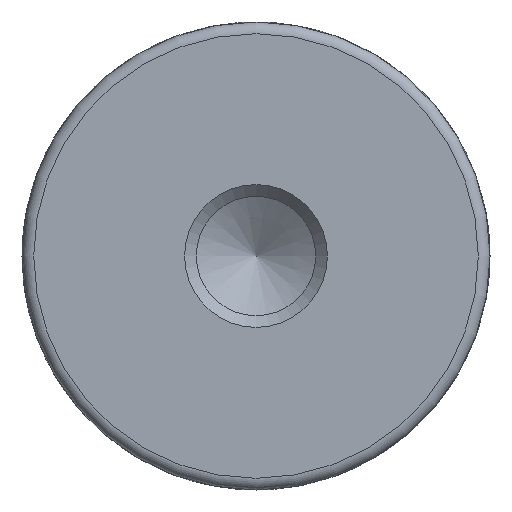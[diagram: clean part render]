
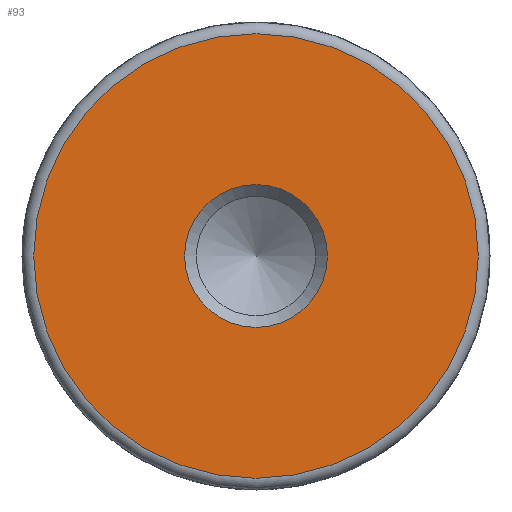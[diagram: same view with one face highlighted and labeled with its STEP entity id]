
A CAD part, left-side view. The second image highlights one B-rep face of the part: STEP entity #93.
In plain terms, the highlighted planar face has unit normal (-1, 0, 0).
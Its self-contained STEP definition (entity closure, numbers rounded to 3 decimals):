
#93 = ADVANCED_FACE( '', ( #167, #168 ), #169, .F. );
#167 = FACE_BOUND( '', #296, .T. );
#168 = FACE_OUTER_BOUND( '', #297, .T. );
#169 = PLANE( '', #298 );
#296 = EDGE_LOOP( '', ( #459 ) );
#297 = EDGE_LOOP( '', ( #460 ) );
#298 = AXIS2_PLACEMENT_3D( '', #461, #462, #463 );
#459 = ORIENTED_EDGE( '', *, *, #602, .T. );
#460 = ORIENTED_EDGE( '', *, *, #605, .T. );
#461 = CARTESIAN_POINT( '', ( -40., 0., 0. ) );
#462 = DIRECTION( '', ( 1., 0., 0. ) );
#463 = DIRECTION( '', ( 0., 1., 0. ) );
#602 = EDGE_CURVE( '', #698, #698, #699, .T. );
#605 = EDGE_CURVE( '', #702, #702, #703, .F. );
#698 = VERTEX_POINT( '', #929 );
#699 = CIRCLE( '', #930, 6.1 );
#702 = VERTEX_POINT( '', #935 );
#703 = CIRCLE( '', #936, 19. );
#929 = CARTESIAN_POINT( '', ( -40., 6.1, 0. ) );
#930 = AXIS2_PLACEMENT_3D( '', #1037, #1038, #1039 );
#935 = CARTESIAN_POINT( '', ( -40., 19., 0. ) );
#936 = AXIS2_PLACEMENT_3D( '', #1042, #1043, #1044 );
#1037 = CARTESIAN_POINT( '', ( -40., 0., 0. ) );
#1038 = DIRECTION( '', ( 1., 0., 0. ) );
#1039 = DIRECTION( '', ( 0., 1., 0. ) );
#1042 = CARTESIAN_POINT( '', ( -40., 0., 0. ) );
#1043 = DIRECTION( '', ( 1., 0., 0. ) );
#1044 = DIRECTION( '', ( 0., 1., 0. ) );
